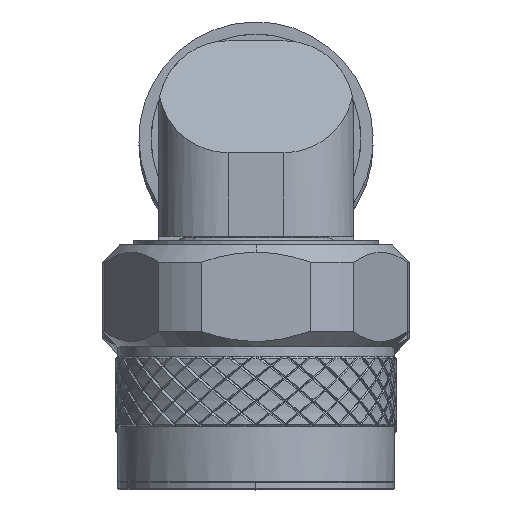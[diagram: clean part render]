
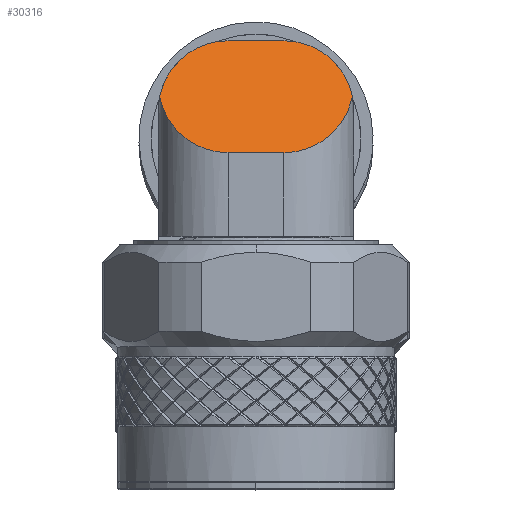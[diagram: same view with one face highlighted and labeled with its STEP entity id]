
A CAD part, top view. The second image highlights one B-rep face of the part: STEP entity #30316.
In plain terms, the highlighted face is planar.
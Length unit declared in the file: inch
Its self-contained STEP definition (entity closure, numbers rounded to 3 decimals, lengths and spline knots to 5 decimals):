
#20 = VECTOR ( 'NONE', #27755, 39.37008 ) ;
#1691 = CARTESIAN_POINT ( 'NONE',  ( 0.31496, 0.27559, 0.07874 ) ) ;
#3332 = ORIENTED_EDGE ( 'NONE', *, *, #101781, .F. ) ;
#4055 = CARTESIAN_POINT ( 'NONE',  ( 0.25318, 0.21381, 0.25208 ) ) ;
#4479 = ORIENTED_EDGE ( 'NONE', *, *, #46682, .F. ) ;
#4594 = CARTESIAN_POINT ( 'NONE',  ( 0.15748, 0.11811, 0.27161 ) ) ;
#9355 = VERTEX_POINT ( 'NONE', #44280 ) ;
#10450 = EDGE_CURVE ( 'NONE', #106909, #92792, #69711, .T. ) ;
#10588 = EDGE_CURVE ( 'NONE', #9355, #92792, #65935, .T. ) ;
#11290 = CARTESIAN_POINT ( 'NONE',  ( 0.31496, 0.27559, -0.48228 ) ) ;
#14241 = CARTESIAN_POINT ( 'NONE',  ( 0., -0.03937, 0.07874 ) ) ;
#17619 = CARTESIAN_POINT ( 'NONE',  ( 0.31496, 0.27559, -0.17642 ) ) ;
#23215 = CARTESIAN_POINT ( 'NONE',  ( 0.06178, 0.02241, -0.25208 ) ) ;
#26614 =( BOUNDED_CURVE ( )  B_SPLINE_CURVE ( 3, ( #79483, #56835, #4055, #4594 ),
 .UNSPECIFIED., .F., .F. ) 
 B_SPLINE_CURVE_WITH_KNOTS ( ( 4, 4 ),
 ( 3.14159, 4.51103 ),
 .UNSPECIFIED. ) 
 CURVE ( )  GEOMETRIC_REPRESENTATION_ITEM ( )  RATIONAL_B_SPLINE_CURVE ( ( 1., 0.85, 0.85, 1. ) ) 
 REPRESENTATION_ITEM ( '' )  );
#27755 = DIRECTION ( 'NONE',  ( 0., 0., 1. ) ) ;
#30181 = CARTESIAN_POINT ( 'NONE',  ( 0.15748, 0.11811, 0.27161 ) ) ;
#30316 = ADVANCED_FACE ( 'NONE', ( #93927 ), #85661, .F. ) ;
#34886 = EDGE_CURVE ( 'NONE', #66468, #86960, #104839, .T. ) ;
#35468 = DIRECTION ( 'NONE',  ( 0., 0., 1. ) ) ;
#38482 = CARTESIAN_POINT ( 'NONE',  ( 0.06178, 0.02241, 0.25208 ) ) ;
#39399 = ORIENTED_EDGE ( 'NONE', *, *, #10450, .F. ) ;
#40047 = CARTESIAN_POINT ( 'NONE',  ( 0.15748, 0.11811, -0.27161 ) ) ;
#42851 =( BOUNDED_CURVE ( )  B_SPLINE_CURVE ( 3, ( #64517, #90389, #23215, #98154 ),
 .UNSPECIFIED., .F., .F. ) 
 B_SPLINE_CURVE_WITH_KNOTS ( ( 4, 4 ),
 ( 3.14159, 4.51103 ),
 .UNSPECIFIED. ) 
 CURVE ( )  GEOMETRIC_REPRESENTATION_ITEM ( )  RATIONAL_B_SPLINE_CURVE ( ( 1., 0.85, 0.85, 1. ) ) 
 REPRESENTATION_ITEM ( '' )  );
#43283 = DIRECTION ( 'NONE',  ( 0.707, -0.707, 0. ) ) ;
#43754 = LINE ( 'NONE', #102154, #90766 ) ;
#44280 = CARTESIAN_POINT ( 'NONE',  ( 0., -0.03937, -0.07874 ) ) ;
#46682 = EDGE_CURVE ( 'NONE', #49334, #106909, #26614, .T. ) ;
#49334 = VERTEX_POINT ( 'NONE', #1691 ) ;
#50085 = CARTESIAN_POINT ( 'NONE',  ( 0.31496, 0.27559, -0.07874 ) ) ;
#51503 = DIRECTION ( 'NONE',  ( 0.707, 0.707, 0. ) ) ;
#56835 = CARTESIAN_POINT ( 'NONE',  ( 0.31496, 0.27559, 0.17642 ) ) ;
#62644 = ORIENTED_EDGE ( 'NONE', *, *, #75466, .F. ) ;
#64517 = CARTESIAN_POINT ( 'NONE',  ( 0., -0.03937, -0.07874 ) ) ;
#65801 = ORIENTED_EDGE ( 'NONE', *, *, #10588, .T. ) ;
#65935 = LINE ( 'NONE', #85644, #20 ) ;
#66468 = VERTEX_POINT ( 'NONE', #40047 ) ;
#69711 =( BOUNDED_CURVE ( )  B_SPLINE_CURVE ( 3, ( #30181, #38482, #71493, #14241 ),
 .UNSPECIFIED., .F., .F. ) 
 B_SPLINE_CURVE_WITH_KNOTS ( ( 4, 4 ),
 ( 4.91375, 6.28319 ),
 .UNSPECIFIED. ) 
 CURVE ( )  GEOMETRIC_REPRESENTATION_ITEM ( )  RATIONAL_B_SPLINE_CURVE ( ( 1., 0.85, 0.85, 1. ) ) 
 REPRESENTATION_ITEM ( '' )  );
#71493 = CARTESIAN_POINT ( 'NONE',  ( 0., -0.03937, 0.17642 ) ) ;
#75412 = CARTESIAN_POINT ( 'NONE',  ( 0.25318, 0.21381, -0.25208 ) ) ;
#75466 = EDGE_CURVE ( 'NONE', #9355, #66468, #42851, .T. ) ;
#79483 = CARTESIAN_POINT ( 'NONE',  ( 0.31496, 0.27559, 0.07874 ) ) ;
#81413 = EDGE_LOOP ( 'NONE', ( #93421, #62644, #65801, #39399, #4479, #3332 ) ) ;
#85644 = CARTESIAN_POINT ( 'NONE',  ( 0., -0.03937, 0. ) ) ;
#85661 = PLANE ( 'NONE',  #102482 ) ;
#86960 = VERTEX_POINT ( 'NONE', #97617 ) ;
#87950 = CARTESIAN_POINT ( 'NONE',  ( 0.15748, 0.11811, 0.27161 ) ) ;
#90389 = CARTESIAN_POINT ( 'NONE',  ( 0., -0.03937, -0.17642 ) ) ;
#90766 = VECTOR ( 'NONE', #35468, 39.37008 ) ;
#92792 = VERTEX_POINT ( 'NONE', #107028 ) ;
#93057 = CARTESIAN_POINT ( 'NONE',  ( 0.15748, 0.11811, -0.27161 ) ) ;
#93421 = ORIENTED_EDGE ( 'NONE', *, *, #34886, .F. ) ;
#93927 = FACE_OUTER_BOUND ( 'NONE', #81413, .T. ) ;
#97617 = CARTESIAN_POINT ( 'NONE',  ( 0.31496, 0.27559, -0.07874 ) ) ;
#98154 = CARTESIAN_POINT ( 'NONE',  ( 0.15748, 0.11811, -0.27161 ) ) ;
#101781 = EDGE_CURVE ( 'NONE', #86960, #49334, #43754, .T. ) ;
#102154 = CARTESIAN_POINT ( 'NONE',  ( 0.31496, 0.27559, -0.48228 ) ) ;
#102482 = AXIS2_PLACEMENT_3D ( 'NONE', #11290, #43283, #51503 ) ;
#104839 =( BOUNDED_CURVE ( )  B_SPLINE_CURVE ( 3, ( #93057, #75412, #17619, #50085 ),
 .UNSPECIFIED., .F., .F. ) 
 B_SPLINE_CURVE_WITH_KNOTS ( ( 4, 4 ),
 ( 1.77215, 3.14159 ),
 .UNSPECIFIED. ) 
 CURVE ( )  GEOMETRIC_REPRESENTATION_ITEM ( )  RATIONAL_B_SPLINE_CURVE ( ( 1., 0.85, 0.85, 1. ) ) 
 REPRESENTATION_ITEM ( '' )  );
#106909 = VERTEX_POINT ( 'NONE', #87950 ) ;
#107028 = CARTESIAN_POINT ( 'NONE',  ( 0., -0.03937, 0.07874 ) ) ;
